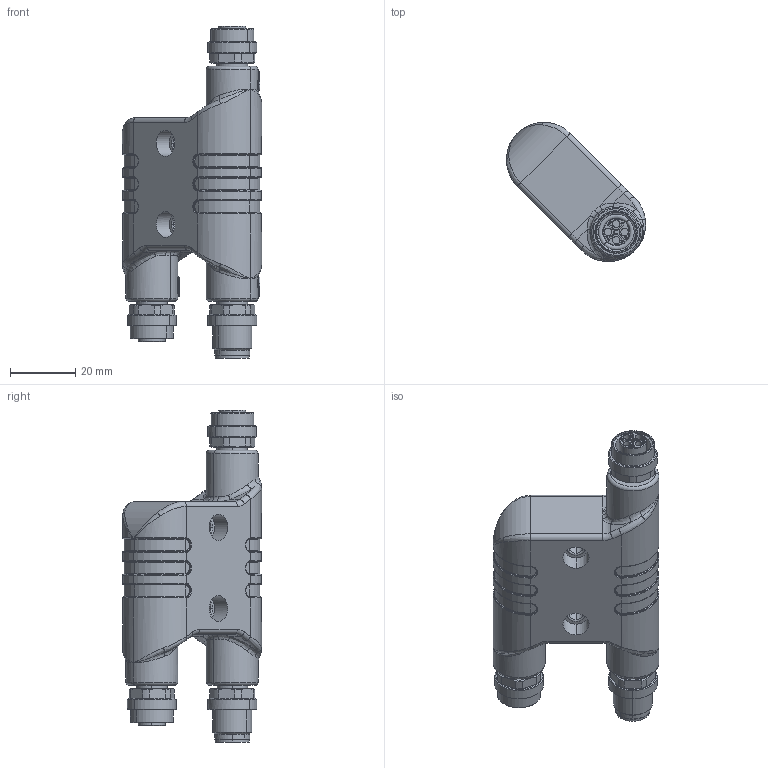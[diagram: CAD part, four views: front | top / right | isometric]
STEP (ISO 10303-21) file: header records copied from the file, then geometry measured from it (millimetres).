
FILE_DESCRIPTION(('CATIA V5 STEP Exchange','CAx-IF Rec.Pracs.--- Model Styling and Organization---1.4--- 2014-01-23'),'2;1');
FILE_NAME ('462377-3_0_2616410000_2616410000.stp','2020-11-24T08:01:20+00:00',('none'),('Weidmueller'),'CATIA Version 5-6 Release 2016 SP3 HF44','CATIA V5 STEP AP214','none');
FILE_SCHEMA(('AUTOMOTIVE_DESIGN { 1 0 10303 214 1 1 1 1 }'));
Length unit declared in the file: millimetre
Products named in the file (1): 2616410000
Bounding box: 42.78 x 42.78 x 102.1 mm (x, y, z)
Volume: 55707.7 mm3; surface area: 16641 mm2
Topology: 8 solids, 10 shells, 873 faces, 2200 edges, 1370 vertices
Faces by surface type: cylinder 256, plane 237, torus 155, cone 79, extrusion 66, bspline 64, sphere 16
Entity records: 28598 total; most frequent: CARTESIAN_POINT 9513, ORIENTED_EDGE 4344, DIRECTION 3112, EDGE_CURVE 2172, AXIS2_PLACEMENT_3D 1512, VERTEX_POINT 1370, EDGE_LOOP 934, ADVANCED_FACE 873
